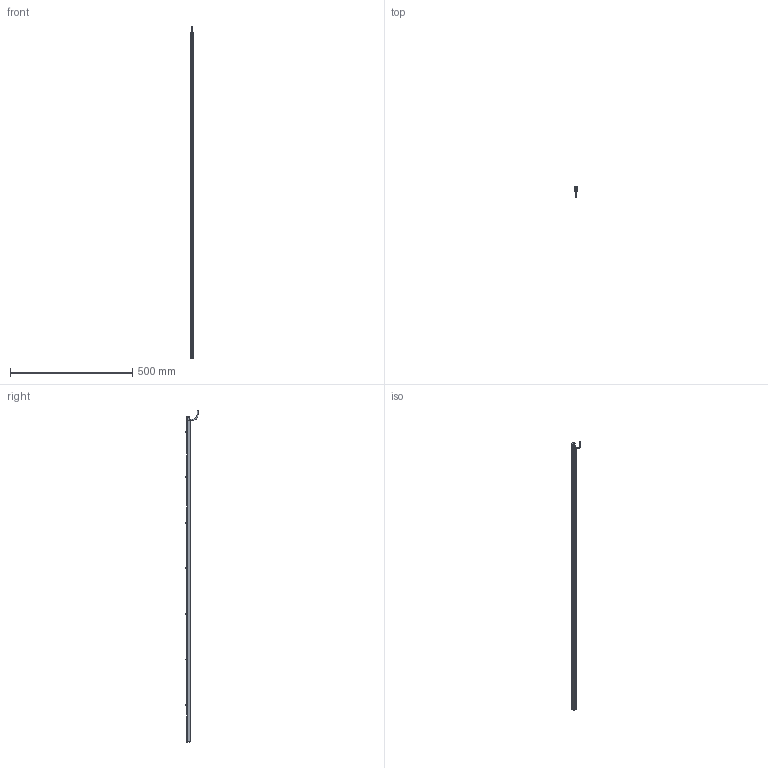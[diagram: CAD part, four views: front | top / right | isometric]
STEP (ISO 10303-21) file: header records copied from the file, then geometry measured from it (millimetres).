
FILE_DESCRIPTION((''),'2;1');
FILE_NAME('241833_SM01_ASM','2024-05-29T15:13:43',('banengservice'),('BANNER ENGINEERING'),'CREO PARAMETRIC BY PTC INC, 2022414','CREO PARAMETRIC BY PTC INC, 2022414','');
FILE_SCHEMA(('CONFIG_CONTROL_DESIGN'));
Products named in the file (2): 241833_EP01; 241833_SM01_ASM
Assembly tree (1 placements, depth 2):
  241833_SM01_ASM
    241833_EP01
Bounding box: 12 x 49.1 x 1356.15 mm (x, y, z)
Volume: 122802.4 mm3; surface area: 188776.7 mm2
Topology: 2 solids, 3 shells, 1711 faces, 4489 edges, 2738 vertices
Faces by surface type: bspline 618, plane 465, cylinder 354, cone 130, torus 44, sphere 42, extrusion 30, revolution 28
Entity records: 113522 total; most frequent: CARTESIAN_POINT 77473, ORIENTED_EDGE 8918, DIRECTION 5514, EDGE_CURVE 4459, VERTEX_POINT 2738, B_SPLINE_CURVE_WITH_KNOTS 2127, AXIS2_PLACEMENT_3D 2026, EDGE_LOOP 1753
